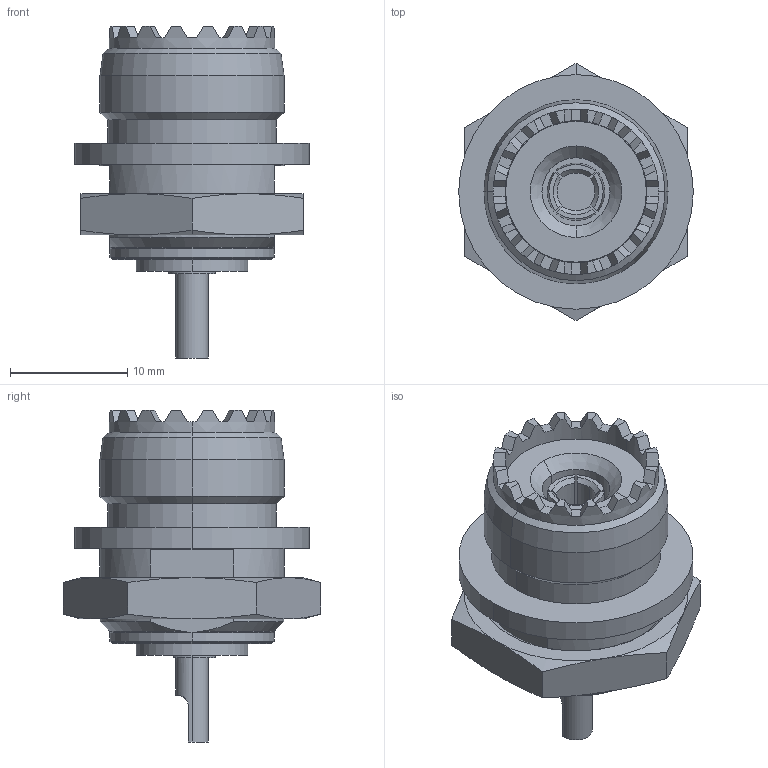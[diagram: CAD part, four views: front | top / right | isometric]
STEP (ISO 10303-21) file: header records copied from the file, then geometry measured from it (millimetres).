
FILE_DESCRIPTION (( 'STEP AP214' ), '1' );
FILE_NAME ('J01041C0001.STEP', '2020-04-16T13:51:44', ( '' ), ( '' ), 'SwSTEP 2.0', 'SolidWorks 2018', '' );
FILE_SCHEMA (( 'AUTOMOTIVE_DESIGN' ));
Length unit declared in the file: millimetre
Products named in the file (1): J01041C0001
Bounding box: 20 x 21.94 x 28.3 mm (x, y, z)
Volume: 3924.8 mm3; surface area: 2666.9 mm2
Topology: 1 solids, 1 shells, 191 faces, 499 edges, 320 vertices
Faces by surface type: plane 103, cylinder 44, cone 42, torus 2
Entity records: 8120 total; most frequent: CARTESIAN_POINT 1484, ORIENTED_EDGE 998, DIRECTION 945, EDGE_CURVE 499, AXIS2_PLACEMENT_3D 381, VERTEX_POINT 320, EDGE_LOOP 205, FACE_OUTER_BOUND 191
